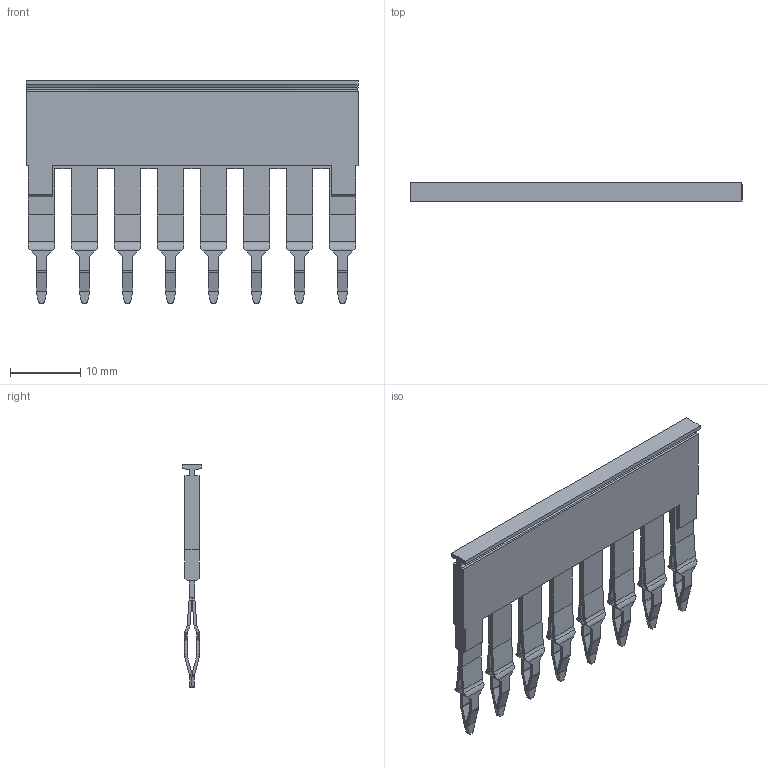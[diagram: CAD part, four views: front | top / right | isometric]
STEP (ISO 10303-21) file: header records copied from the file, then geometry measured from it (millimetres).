
FILE_DESCRIPTION(('CATIA V5R22 STEP214','CAx-IF Rec.Pracs.--- Model Styling and Organization---1.4--- 2014-01-23'),'2;1');
FILE_NAME ('017017-10_0', '2021-05-06T09:17:38+00:00', ('Weidmueller Interface'), ('Weidmueller'), 'CATIA Version 5-6 Release 2016 SP3 HF44', 'CATIA V5 STEP AP214', 'none');
FILE_SCHEMA(('AUTOMOTIVE_DESIGN { 1 0 10303 214 1 1 1 1 }'));
Length unit declared in the file: millimetre
Products named in the file (1): ZQV 4/8
Bounding box: 47.1 x 2.8 x 31.6 mm (x, y, z)
Volume: 1512.1 mm3; surface area: 3261.4 mm2
Topology: 2 solids, 2 shells, 652 faces, 1680 edges, 1016 vertices
Faces by surface type: plane 472, cylinder 144, bspline 32, extrusion 4
Entity records: 17550 total; most frequent: CARTESIAN_POINT 3746, ORIENTED_EDGE 3360, DIRECTION 2013, EDGE_CURVE 1680, VECTOR 1241, LINE 1237, VERTEX_POINT 1016, ADVANCED_FACE 652
